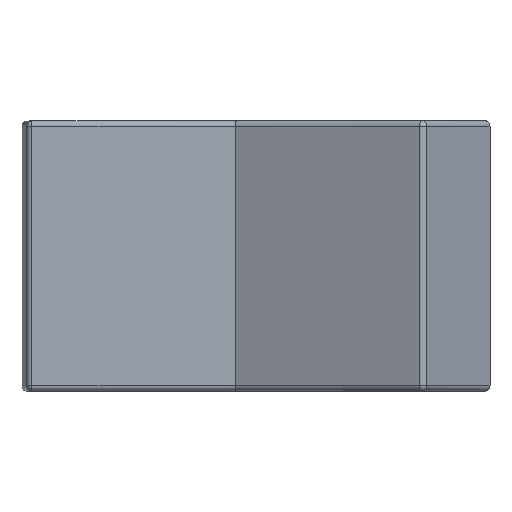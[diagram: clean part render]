
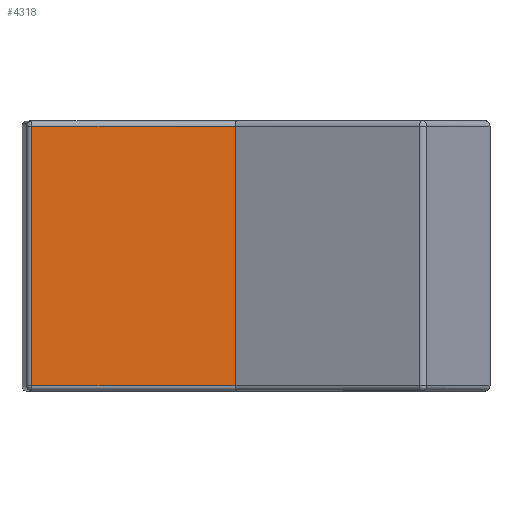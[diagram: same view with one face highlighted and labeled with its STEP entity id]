
A CAD part, top view. The second image highlights one B-rep face of the part: STEP entity #4318.
In plain terms, the highlighted planar face has unit normal (0, 0, 1).
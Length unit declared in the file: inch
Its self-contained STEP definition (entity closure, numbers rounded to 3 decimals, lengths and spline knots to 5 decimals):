
#34=PLANE('',#4633);
#290=FACE_OUTER_BOUND('',#554,.T.);
#554=EDGE_LOOP('',(#3036,#3037,#3038,#3039));
#824=LINE('',#6331,#1340);
#826=LINE('',#6335,#1342);
#829=LINE('',#6341,#1345);
#840=LINE('',#6367,#1356);
#1340=VECTOR('',#5051,0.3937);
#1342=VECTOR('',#5055,0.3937);
#1345=VECTOR('',#5062,0.3937);
#1356=VECTOR('',#5091,0.3937);
#1951=VERTEX_POINT('',#6298);
#1958=VERTEX_POINT('',#6314);
#1959=VERTEX_POINT('',#6318);
#1964=VERTEX_POINT('',#6334);
#2360=EDGE_CURVE('',#1959,#1958,#824,.T.);
#2362=EDGE_CURVE('',#1964,#1959,#826,.T.);
#2366=EDGE_CURVE('',#1958,#1951,#829,.T.);
#2380=EDGE_CURVE('',#1951,#1964,#840,.T.);
#3036=ORIENTED_EDGE('',*,*,#2366,.F.);
#3037=ORIENTED_EDGE('',*,*,#2360,.F.);
#3038=ORIENTED_EDGE('',*,*,#2362,.F.);
#3039=ORIENTED_EDGE('',*,*,#2380,.F.);
#4318=ADVANCED_FACE('',(#290),#34,.T.);
#4633=AXIS2_PLACEMENT_3D('',#6366,#5089,#5090);
#5051=DIRECTION('',(0.,1.,0.));
#5055=DIRECTION('',(-1.,0.,0.));
#5062=DIRECTION('',(1.,0.,0.));
#5089=DIRECTION('center_axis',(0.,0.,
1.));
#5090=DIRECTION('ref_axis',(0.,-1.,0.));
#5091=DIRECTION('',(0.,-1.,0.));
#6298=CARTESIAN_POINT('',(-0.0546,0.28563,0.7573));
#6314=CARTESIAN_POINT('',(-0.50228,0.28563,0.7573));
#6318=CARTESIAN_POINT('',(-0.50228,-0.28563,0.7573));
#6331=CARTESIAN_POINT('',(-0.50228,0.,0.7573));
#6334=CARTESIAN_POINT('',(-0.0546,-0.28563,0.7573));
#6335=CARTESIAN_POINT('',(-0.27263,-0.28563,0.7573));
#6341=CARTESIAN_POINT('',(-0.27263,0.28563,0.7573));
#6366=CARTESIAN_POINT('Origin',(-0.51371,0.,
0.7573));
#6367=CARTESIAN_POINT('',(-0.0546,0.,0.7573));
